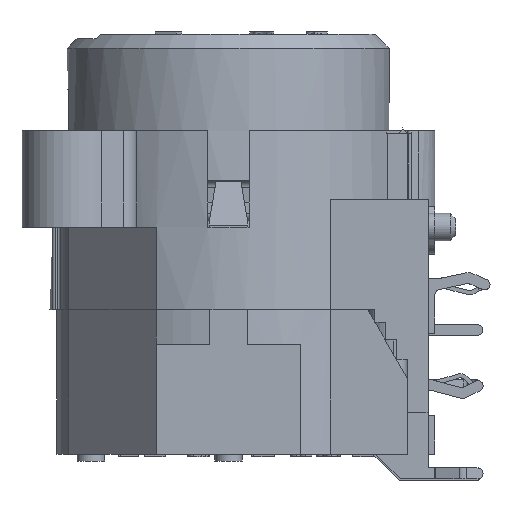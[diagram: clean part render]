
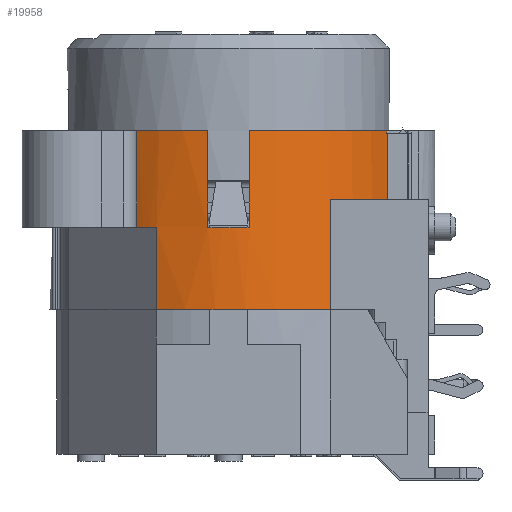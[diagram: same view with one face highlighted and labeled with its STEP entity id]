
A CAD part, left-side view. The second image highlights one B-rep face of the part: STEP entity #19958.
In plain terms, the highlighted cylindrical face has radius 13 mm (diameter 26 mm), a partial arc.
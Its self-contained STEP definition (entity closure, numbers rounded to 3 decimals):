
#14537=CARTESIAN_POINT('',(-12.56,-0.147,6.));
#14538=VERTEX_POINT('',#14537);
#14545=CARTESIAN_POINT('',(-12.56,-0.147,13.));
#14546=VERTEX_POINT('',#14545);
#14547=CARTESIAN_POINT('',(-12.56,-0.147,13.));
#14548=DIRECTION('',(0.0,0.0,-1.0));
#14549=VECTOR('',#14548,7.);
#14550=LINE('',#14547,#14549);
#14551=EDGE_CURVE('',#14546,#14538,#14550,.T.);
#17158=CARTESIAN_POINT('',(-10.346,-6.03,0.0));
#17159=VERTEX_POINT('',#17158);
#17160=CARTESIAN_POINT('',(-11.546,6.587,0.0));
#17161=VERTEX_POINT('',#17160);
#17162=CARTESIAN_POINT('',(0.354,1.353,0.0));
#17163=DIRECTION('',(0.0,0.0,-1.0));
#17164=DIRECTION('',(-1.0,0.0,0.0));
#17165=AXIS2_PLACEMENT_3D('',#17162,#17163,#17164);
#17166=CIRCLE('',#17165,13.);
#17167=EDGE_CURVE('',#17159,#17161,#17166,.T.);
#18160=CARTESIAN_POINT('',(-10.809,8.017,13.));
#18161=VERTEX_POINT('',#18160);
#18169=CARTESIAN_POINT('',(-12.56,2.853,13.));
#18170=VERTEX_POINT('',#18169);
#18171=CARTESIAN_POINT('',(0.354,1.353,13.));
#18172=DIRECTION('',(0.0,0.0,-1.0));
#18173=DIRECTION('',(0.859,-0.513,0.0));
#18174=AXIS2_PLACEMENT_3D('',#18171,#18172,#18173);
#18175=CIRCLE('',#18174,13.);
#18176=EDGE_CURVE('',#18170,#18161,#18175,.T.);
#18958=CARTESIAN_POINT('',(-10.346,-6.03,8.));
#18959=VERTEX_POINT('',#18958);
#18966=CARTESIAN_POINT('',(-10.346,-6.03,0.0));
#18967=DIRECTION('',(0.0,0.0,1.0));
#18968=VECTOR('',#18967,8.);
#18969=LINE('',#18966,#18968);
#18970=EDGE_CURVE('',#17159,#18959,#18969,.T.);
#19298=CARTESIAN_POINT('',(-5.709,-10.147,12.8));
#19299=VERTEX_POINT('',#19298);
#19306=CARTESIAN_POINT('',(-5.646,-10.179,12.8));
#19307=VERTEX_POINT('',#19306);
#19308=CARTESIAN_POINT('',(0.354,1.353,12.8));
#19309=DIRECTION('',(0.0,0.0,-1.0));
#19310=DIRECTION('',(-1.0,0.0,0.0));
#19311=AXIS2_PLACEMENT_3D('',#19308,#19309,#19310);
#19312=CIRCLE('',#19311,13.);
#19313=EDGE_CURVE('',#19307,#19299,#19312,.T.);
#19401=CARTESIAN_POINT('',(-10.809,8.017,6.));
#19402=VERTEX_POINT('',#19401);
#19490=CARTESIAN_POINT('',(-11.546,6.587,6.));
#19491=VERTEX_POINT('',#19490);
#19498=CARTESIAN_POINT('',(0.354,1.353,6.));
#19499=DIRECTION('',(0.0,0.0,-1.0));
#19500=DIRECTION('',(0.859,-0.513,0.0));
#19501=AXIS2_PLACEMENT_3D('',#19498,#19499,#19500);
#19502=CIRCLE('',#19501,13.);
#19503=EDGE_CURVE('',#19491,#19402,#19502,.T.);
#19696=CARTESIAN_POINT('',(-12.56,2.853,6.));
#19697=VERTEX_POINT('',#19696);
#19704=CARTESIAN_POINT('',(0.354,1.353,6.));
#19705=DIRECTION('',(0.0,0.0,-1.0));
#19706=DIRECTION('',(-1.0,0.0,0.0));
#19707=AXIS2_PLACEMENT_3D('',#19704,#19705,#19706);
#19708=CIRCLE('',#19707,13.);
#19709=EDGE_CURVE('',#14538,#19697,#19708,.T.);
#19722=CARTESIAN_POINT('',(-12.56,2.853,6.));
#19723=DIRECTION('',(0.0,0.0,1.0));
#19724=VECTOR('',#19723,7.);
#19725=LINE('',#19722,#19724);
#19726=EDGE_CURVE('',#19697,#18170,#19725,.T.);
#19890=CARTESIAN_POINT('',(-5.709,-10.147,13.));
#19891=VERTEX_POINT('',#19890);
#19892=CARTESIAN_POINT('',(0.354,1.353,13.));
#19893=DIRECTION('',(0.0,0.0,-1.0));
#19894=DIRECTION('',(0.859,-0.513,0.0));
#19895=AXIS2_PLACEMENT_3D('',#19892,#19893,#19894);
#19896=CIRCLE('',#19895,13.);
#19897=EDGE_CURVE('',#19891,#14546,#19896,.T.);
#19909=CARTESIAN_POINT('',(0.354,1.353,0.0));
#19910=DIRECTION('',(0.0,0.0,1.0));
#19911=DIRECTION('',(-1.0,0.0,0.0));
#19912=AXIS2_PLACEMENT_3D('',#19909,#19910,#19911);
#19913=CYLINDRICAL_SURFACE('',#19912,13.);
#19914=ORIENTED_EDGE('',*,*,#14551,.T.);
#19915=ORIENTED_EDGE('',*,*,#19709,.T.);
#19916=ORIENTED_EDGE('',*,*,#19726,.T.);
#19917=ORIENTED_EDGE('',*,*,#18176,.T.);
#19918=CARTESIAN_POINT('',(-10.809,8.017,6.));
#19919=DIRECTION('',(0.0,0.0,1.0));
#19920=VECTOR('',#19919,7.);
#19921=LINE('',#19918,#19920);
#19922=EDGE_CURVE('',#19402,#18161,#19921,.T.);
#19923=ORIENTED_EDGE('',*,*,#19922,.F.);
#19924=ORIENTED_EDGE('',*,*,#19503,.F.);
#19925=CARTESIAN_POINT('',(-11.546,6.587,6.));
#19926=DIRECTION('',(0.0,0.0,-1.0));
#19927=VECTOR('',#19926,6.);
#19928=LINE('',#19925,#19927);
#19929=EDGE_CURVE('',#19491,#17161,#19928,.T.);
#19930=ORIENTED_EDGE('',*,*,#19929,.T.);
#19931=ORIENTED_EDGE('',*,*,#17167,.F.);
#19932=ORIENTED_EDGE('',*,*,#18970,.T.);
#19933=CARTESIAN_POINT('',(-5.646,-10.179,8.0));
#19934=VERTEX_POINT('',#19933);
#19935=CARTESIAN_POINT('',(0.354,1.353,8.0));
#19936=DIRECTION('',(0.0,0.0,1.0));
#19937=DIRECTION('',(0.823,0.568,0.0));
#19938=AXIS2_PLACEMENT_3D('',#19935,#19936,#19937);
#19939=CIRCLE('',#19938,13.);
#19940=EDGE_CURVE('',#18959,#19934,#19939,.T.);
#19941=ORIENTED_EDGE('',*,*,#19940,.T.);
#19942=CARTESIAN_POINT('',(-5.646,-10.179,8.0));
#19943=DIRECTION('',(0.0,0.0,1.0));
#19944=VECTOR('',#19943,4.8);
#19945=LINE('',#19942,#19944);
#19946=EDGE_CURVE('',#19934,#19307,#19945,.T.);
#19947=ORIENTED_EDGE('',*,*,#19946,.T.);
#19948=ORIENTED_EDGE('',*,*,#19313,.T.);
#19949=CARTESIAN_POINT('',(-5.709,-10.147,12.8));
#19950=DIRECTION('',(0.0,0.0,1.0));
#19951=VECTOR('',#19950,0.2);
#19952=LINE('',#19949,#19951);
#19953=EDGE_CURVE('',#19299,#19891,#19952,.T.);
#19954=ORIENTED_EDGE('',*,*,#19953,.T.);
#19955=ORIENTED_EDGE('',*,*,#19897,.T.);
#19956=EDGE_LOOP('',(#19914,#19915,#19916,#19917,#19923,#19924,#19930,#19931,#19932,#19941,#19947,#19948,#19954,#19955));
#19957=FACE_OUTER_BOUND('',#19956,.T.);
#19958=ADVANCED_FACE('',(#19957),#19913,.T.);
